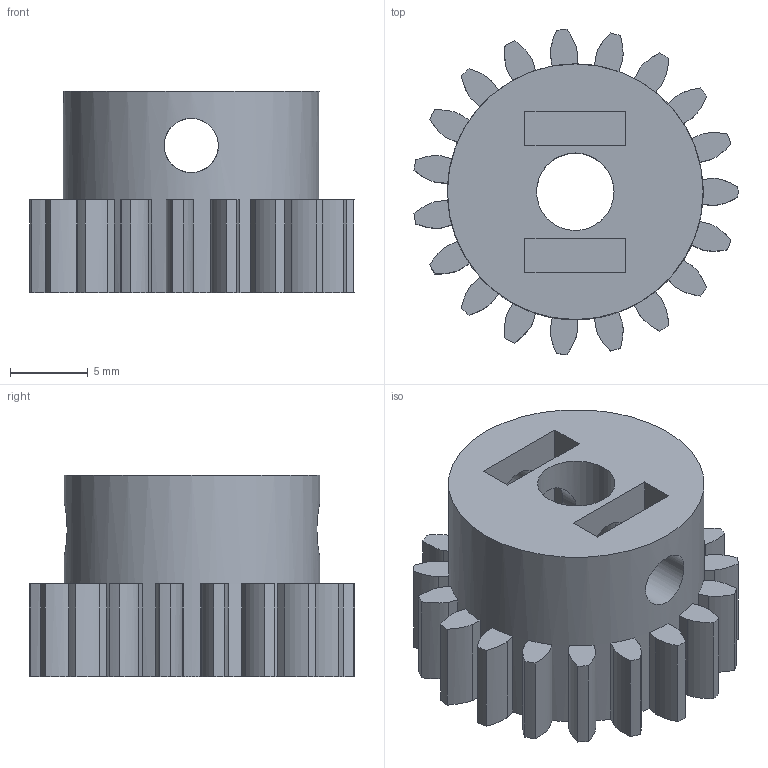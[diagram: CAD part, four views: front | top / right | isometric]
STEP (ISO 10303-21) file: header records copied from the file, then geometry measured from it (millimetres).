
FILE_DESCRIPTION(/* description */ (''),/* implementation_level */ '2;1');
FILE_NAME(/* name */ 'gearMotor1.step',/* time_stamp */ '2025-11-04T16:29:55-03:00',/* author */ (''),/* organization */ (''),/* preprocessor_version */ 'ST-DEVELOPER v20.1',/* originating_system */ 'Autodesk Translation Framework v14.17.0.0',/* authorisation */ '');
FILE_SCHEMA (('AUTOMOTIVE_DESIGN { 1 0 10303 214 3 1 1 }'));
Length unit declared in the file: millimetre
Products named in the file (2): (Sin guardar); Spur Gear (19 teeth)
Assembly tree (1 placements, depth 2):
  (Sin guardar)
    Spur Gear (19 teeth)
Bounding box: 20.91 x 20.97 x 13 mm (x, y, z)
Volume: 2626.7 mm3; surface area: 2079.2 mm2
Topology: 1 solids, 1 shells, 132 faces, 384 edges, 256 vertices
Faces by surface type: plane 69, bspline 38, cylinder 25
Full cylindrical faces by diameter (mm): 3.5 x4, 5 x1, 16.498 x1
Entity records: 15455 total; most frequent: CARTESIAN_POINT 12193, ORIENTED_EDGE 768, DIRECTION 582, EDGE_CURVE 384, VERTEX_POINT 256, LINE 220, VECTOR 220, AXIS2_PLACEMENT_3D 181
